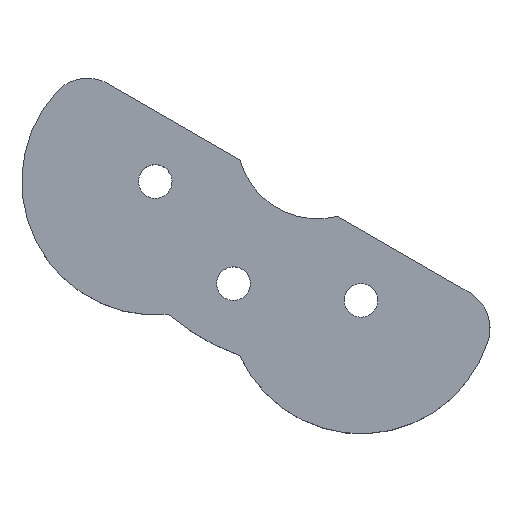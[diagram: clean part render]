
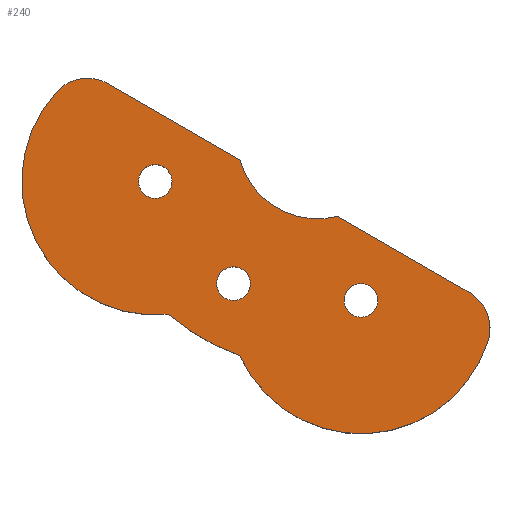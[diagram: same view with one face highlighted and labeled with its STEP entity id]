
A CAD part, top view. The second image highlights one B-rep face of the part: STEP entity #240.
In plain terms, the highlighted planar face has unit normal (0, 0, 1).
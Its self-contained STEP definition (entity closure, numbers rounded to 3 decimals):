
#18=FACE_BOUND('',#47,.T.);
#19=FACE_BOUND('',#48,.T.);
#20=FACE_BOUND('',#49,.T.);
#22=PLANE('',#280);
#30=FACE_OUTER_BOUND('',#46,.T.);
#46=EDGE_LOOP('',(#187,#188,#189,#190,#191,#192,#193,#194));
#47=EDGE_LOOP('',(#195));
#48=EDGE_LOOP('',(#196));
#49=EDGE_LOOP('',(#197));
#65=LINE('',#418,#80);
#66=LINE('',#421,#81);
#80=VECTOR('',#341,10.);
#81=VECTOR('',#344,10.);
#87=CIRCLE('',#263,2.);
#89=CIRCLE('',#266,6.35);
#91=CIRCLE('',#269,2.);
#99=CIRCLE('',#279,6.35);
#100=CIRCLE('',#281,3.85);
#101=CIRCLE('',#282,11.);
#102=CIRCLE('',#283,0.8);
#103=CIRCLE('',#284,0.8);
#104=CIRCLE('',#285,0.8);
#105=VERTEX_POINT('',#374);
#106=VERTEX_POINT('',#375);
#109=VERTEX_POINT('',#383);
#111=VERTEX_POINT('',#389);
#112=VERTEX_POINT('',#390);
#121=VERTEX_POINT('',#413);
#122=VERTEX_POINT('',#417);
#123=VERTEX_POINT('',#419);
#124=VERTEX_POINT('',#423);
#125=VERTEX_POINT('',#425);
#126=VERTEX_POINT('',#427);
#127=EDGE_CURVE('',#105,#106,#87,.T.);
#131=EDGE_CURVE('',#106,#109,#89,.T.);
#134=EDGE_CURVE('',#111,#112,#91,.T.);
#146=EDGE_CURVE('',#121,#112,#99,.T.);
#148=EDGE_CURVE('',#111,#122,#65,.T.);
#149=EDGE_CURVE('',#122,#123,#100,.T.);
#150=EDGE_CURVE('',#123,#105,#66,.T.);
#151=EDGE_CURVE('',#109,#121,#101,.T.);
#152=EDGE_CURVE('',#124,#124,#102,.T.);
#153=EDGE_CURVE('',#125,#125,#103,.T.);
#154=EDGE_CURVE('',#126,#126,#104,.T.);
#187=ORIENTED_EDGE('',*,*,#134,.F.);
#188=ORIENTED_EDGE('',*,*,#148,.T.);
#189=ORIENTED_EDGE('',*,*,#149,.T.);
#190=ORIENTED_EDGE('',*,*,#150,.T.);
#191=ORIENTED_EDGE('',*,*,#127,.T.);
#192=ORIENTED_EDGE('',*,*,#131,.T.);
#193=ORIENTED_EDGE('',*,*,#151,.T.);
#194=ORIENTED_EDGE('',*,*,#146,.T.);
#195=ORIENTED_EDGE('',*,*,#152,.T.);
#196=ORIENTED_EDGE('',*,*,#153,.T.);
#197=ORIENTED_EDGE('',*,*,#154,.T.);
#240=ADVANCED_FACE('',(#30,#18,#19,#20),#22,.T.);
#263=AXIS2_PLACEMENT_3D('',#376,#297,#298);
#266=AXIS2_PLACEMENT_3D('',#384,#305,#306);
#269=AXIS2_PLACEMENT_3D('',#391,#312,#313);
#279=AXIS2_PLACEMENT_3D('',#414,#336,#337);
#280=AXIS2_PLACEMENT_3D('',#416,#339,#340);
#281=AXIS2_PLACEMENT_3D('',#420,#342,#343);
#282=AXIS2_PLACEMENT_3D('',#422,#345,#346);
#283=AXIS2_PLACEMENT_3D('',#424,#347,#348);
#284=AXIS2_PLACEMENT_3D('',#426,#349,#350);
#285=AXIS2_PLACEMENT_3D('',#428,#351,#352);
#297=DIRECTION('center_axis',(0.,0.,
1.));
#298=DIRECTION('ref_axis',(0.5,0.866,0.));
#305=DIRECTION('center_axis',(0.,0.,
1.));
#306=DIRECTION('ref_axis',(-0.743,0.67,0.));
#312=DIRECTION('center_axis',(0.,0.,
-1.));
#313=DIRECTION('ref_axis',(0.933,0.359,0.));
#336=DIRECTION('center_axis',(0.,0.,
1.));
#337=DIRECTION('ref_axis',(0.,1.,0.));
#339=DIRECTION('center_axis',(0.,0.,
1.));
#340=DIRECTION('ref_axis',(0.,-1.,0.));
#341=DIRECTION('',(-0.866,0.5,0.));
#342=DIRECTION('center_axis',(0.,0.,
-1.));
#343=DIRECTION('ref_axis',(-0.963,-0.269,0.));
#344=DIRECTION('',(-0.866,0.5,0.));
#345=DIRECTION('center_axis',(0.,0.,1.));
#346=DIRECTION('ref_axis',(-0.964,0.268,0.));
#347=DIRECTION('center_axis',(0.,0.,
-1.));
#348=DIRECTION('ref_axis',(0.,-1.,0.));
#349=DIRECTION('center_axis',(0.,0.,
-1.));
#350=DIRECTION('ref_axis',(0.,-1.,0.));
#351=DIRECTION('center_axis',(0.,0.,
-1.));
#352=DIRECTION('ref_axis',(0.,-1.,0.));
#374=CARTESIAN_POINT('',(-12.029,10.301,3.5));
#375=CARTESIAN_POINT('',(-14.514,9.909,3.5));
#376=CARTESIAN_POINT('Origin',(-13.029,8.569,3.5));
#383=CARTESIAN_POINT('',(-9.184,-0.663,3.5));
#384=CARTESIAN_POINT('Origin',(-9.798,5.657,3.5));
#389=CARTESIAN_POINT('',(5.138,0.39,3.5));
#390=CARTESIAN_POINT('',(6.04,-1.959,3.5));
#391=CARTESIAN_POINT('Origin',(4.138,-1.342,3.5));
#413=CARTESIAN_POINT('',(-5.781,-2.628,3.5));
#414=CARTESIAN_POINT('Origin',(0.,0.,
3.5));
#416=CARTESIAN_POINT('Origin',(-3.646,3.699,3.5));
#417=CARTESIAN_POINT('',(-1.112,3.999,3.5));
#418=CARTESIAN_POINT('',(5.778,0.02,3.5));
#419=CARTESIAN_POINT('',(-5.779,6.693,3.5));
#420=CARTESIAN_POINT('Origin',(-2.071,7.727,3.5));
#421=CARTESIAN_POINT('',(-5.779,6.693,3.5));
#422=CARTESIAN_POINT('Origin',(-2.071,7.727,3.5));
#423=CARTESIAN_POINT('',(-9.798,6.457,3.5));
#424=CARTESIAN_POINT('Origin',(-9.798,5.657,3.5));
#425=CARTESIAN_POINT('',(-6.071,1.599,3.5));
#426=CARTESIAN_POINT('Origin',(-6.071,0.799,3.5));
#427=CARTESIAN_POINT('',(0.,0.8,3.5));
#428=CARTESIAN_POINT('Origin',(0.,0.,
3.5));
